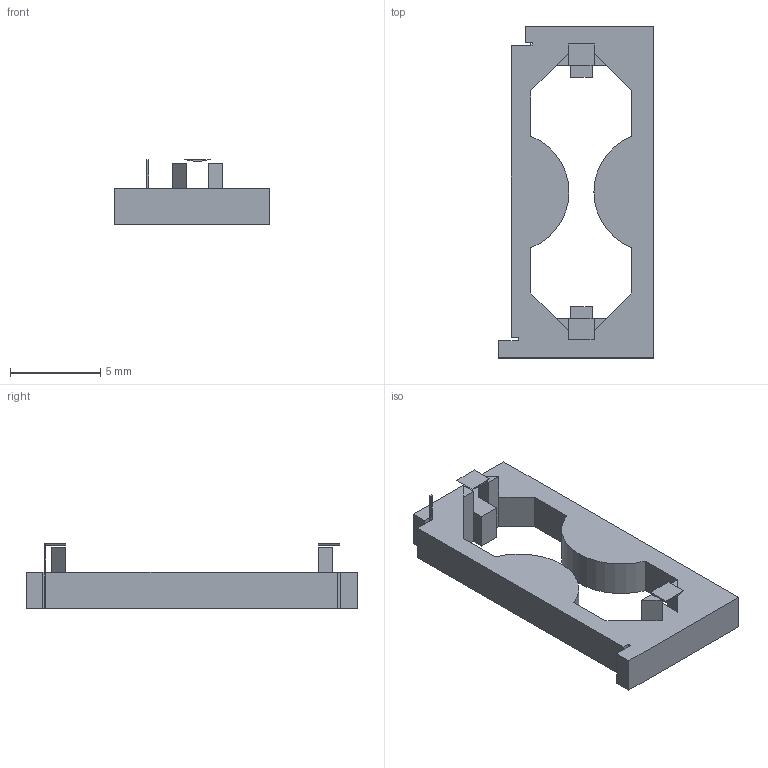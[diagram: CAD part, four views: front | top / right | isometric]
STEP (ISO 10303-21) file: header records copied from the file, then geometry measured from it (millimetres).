
FILE_DESCRIPTION(('Open CASCADE Model'),'2;1');
FILE_NAME('Open CASCADE Shape Model','2024-12-17T14:10:57',('Author'),( 'Open CASCADE'),'Open CASCADE STEP processor 7.7','Open CASCADE 7.7' ,'Unknown');
FILE_SCHEMA(('AUTOMOTIVE_DESIGN { 1 0 10303 214 1 1 1 1 }'));
Length unit declared in the file: millimetre
Products named in the file (5): Open CASCADE STEP translator 7.7 14; Open CASCADE STEP translator 7.7 14.1; Open CASCADE STEP translator 7.7 14.1.1; Open CASCADE STEP translator 7.7 14.1.2; Open CASCADE STEP translator 7.7 14.1.3
Assembly tree (4 placements, depth 3):
  Open CASCADE STEP translator 7.7 14
    Open CASCADE STEP translator 7.7 14.1
      Open CASCADE STEP translator 7.7 14.1.1
      Open CASCADE STEP translator 7.7 14.1.2
      Open CASCADE STEP translator 7.7 14.1.3
Bounding box: 8.6 x 18.4 x 3.6 mm (x, y, z)
Volume: 183.9 mm3; surface area: 400.2 mm2
Topology: 3 solids, 3 shells, 59 faces, 149 edges, 96 vertices
Faces by surface type: plane 55, cylinder 4
Entity records: 3750 total; most frequent: CARTESIAN_POINT 607, DIRECTION 583, LINE 431, VECTOR 431, ORIENTED_EDGE 298, PCURVE 298, DEFINITIONAL_REPRESENTATION 298, EDGE_CURVE 149
